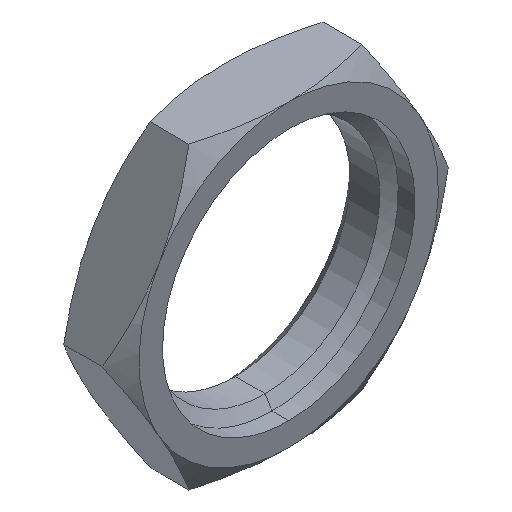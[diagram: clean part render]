
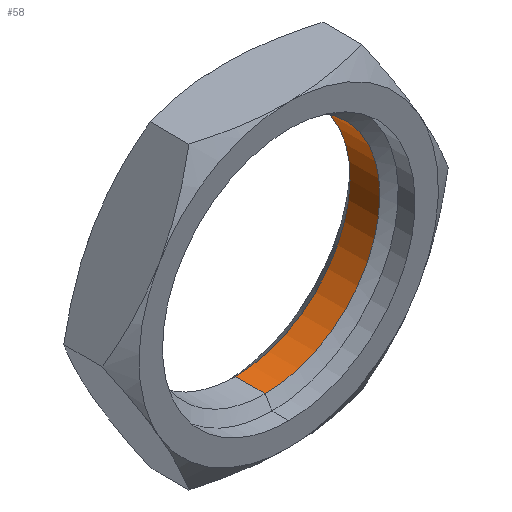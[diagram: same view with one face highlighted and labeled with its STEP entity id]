
A CAD part, isometric view. The second image highlights one B-rep face of the part: STEP entity #58.
In plain terms, the highlighted free-form (B-spline) face has degree [1, 3] with [2, 7] control points.
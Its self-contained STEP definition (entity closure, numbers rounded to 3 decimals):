
#23 = CARTESIAN_POINT ( 'NONE',  ( 0., 5.7, -12.25 ) ) ;
#58 = ADVANCED_FACE ( 'NONE', ( #338 ), #1490, .T. ) ;
#121 = CARTESIAN_POINT ( 'NONE',  ( 7.176, 2.522, 12.25 ) ) ;
#133 = EDGE_CURVE ( 'NONE', #696, #1537, #740, .T. ) ;
#137 = CARTESIAN_POINT ( 'NONE',  ( 0., 2.522, -12.25 ) ) ;
#154 = CARTESIAN_POINT ( 'NONE',  ( 0., 5.7, -12.25 ) ) ;
#212 = CARTESIAN_POINT ( 'NONE',  ( 12.25, 5.7, -7.176 ) ) ;
#223 = EDGE_LOOP ( 'NONE', ( #1256, #961, #983, #1192 ) ) ;
#238 = EDGE_CURVE ( 'NONE', #1369, #758, #926, .T. ) ;
#254 = CARTESIAN_POINT ( 'NONE',  ( 12.25, 2.522, 7.176 ) ) ;
#275 = CARTESIAN_POINT ( 'NONE',  ( 7.176, 5.7, 12.25 ) ) ;
#338 = FACE_OUTER_BOUND ( 'NONE', #223, .T. ) ;
#390 = CARTESIAN_POINT ( 'NONE',  ( 12.25, 5.7, -7.176 ) ) ;
#461 = CARTESIAN_POINT ( 'NONE',  ( 0., 5.7, 12.25 ) ) ;
#487 = CARTESIAN_POINT ( 'NONE',  ( 0., 2.522, 12.25 ) ) ;
#512 = CARTESIAN_POINT ( 'NONE',  ( 12.25, 5.7, 0. ) ) ;
#566 = B_SPLINE_CURVE_WITH_KNOTS ( 'NONE', 1,
 ( #825, #1097 ),
 .UNSPECIFIED., .F., .F.,
 ( 2, 2 ),
 ( -1., 0. ),
 .UNSPECIFIED. ) ;
#568 = CARTESIAN_POINT ( 'NONE',  ( 0., 2.522, -12.25 ) ) ;
#569 = CARTESIAN_POINT ( 'NONE',  ( 0., 2.522, -12.25 ) ) ;
#663 = CARTESIAN_POINT ( 'NONE',  ( 0., 5.7, 12.25 ) ) ;
#696 = VERTEX_POINT ( 'NONE', #569 ) ;
#703 = CARTESIAN_POINT ( 'NONE',  ( 0., 5.7, -12.25 ) ) ;
#740 =( BOUNDED_CURVE ( )  B_SPLINE_CURVE ( 3, ( #137, #1092, #985, #841, #254, #121, #1087 ),
 .UNSPECIFIED., .F., .F. ) 
 B_SPLINE_CURVE_WITH_KNOTS ( ( 4, 3, 4 ),
 ( -3.142, -1.571, 0. ),
 .UNSPECIFIED. ) 
 CURVE ( )  GEOMETRIC_REPRESENTATION_ITEM ( )  RATIONAL_B_SPLINE_CURVE ( ( 1., 0.805, 0.805, 1., 0.805, 0.805, 1. ) ) 
 REPRESENTATION_ITEM ( '' )  );
#758 = VERTEX_POINT ( 'NONE', #1411 ) ;
#814 = CARTESIAN_POINT ( 'NONE',  ( 12.25, 5.7, 0. ) ) ;
#819 = CARTESIAN_POINT ( 'NONE',  ( 7.176, 5.7, -12.25 ) ) ;
#825 = CARTESIAN_POINT ( 'NONE',  ( 0., 2.522, -12.25 ) ) ;
#841 = CARTESIAN_POINT ( 'NONE',  ( 12.25, 2.522, 0. ) ) ;
#842 = CARTESIAN_POINT ( 'NONE',  ( 0., 2.522, 12.25 ) ) ;
#871 = CARTESIAN_POINT ( 'NONE',  ( 7.176, 5.7, -12.25 ) ) ;
#926 =( BOUNDED_CURVE ( )  B_SPLINE_CURVE ( 3, ( #23, #871, #390, #512, #1352, #275, #663 ),
 .UNSPECIFIED., .F., .F. ) 
 B_SPLINE_CURVE_WITH_KNOTS ( ( 4, 3, 4 ),
 ( -3.142, -1.571, 0. ),
 .UNSPECIFIED. ) 
 CURVE ( )  GEOMETRIC_REPRESENTATION_ITEM ( )  RATIONAL_B_SPLINE_CURVE ( ( 1., 0.805, 0.805, 1., 0.805, 0.805, 1. ) ) 
 REPRESENTATION_ITEM ( '' )  );
#944 = CARTESIAN_POINT ( 'NONE',  ( 12.25, 2.522, 7.176 ) ) ;
#953 = CARTESIAN_POINT ( 'NONE',  ( 7.176, 2.522, 12.25 ) ) ;
#961 = ORIENTED_EDGE ( 'NONE', *, *, #238, .F. ) ;
#983 = ORIENTED_EDGE ( 'NONE', *, *, #1511, .F. ) ;
#985 = CARTESIAN_POINT ( 'NONE',  ( 12.25, 2.522, -7.176 ) ) ;
#1039 = B_SPLINE_CURVE_WITH_KNOTS ( 'NONE', 1,
 ( #461, #842 ),
 .UNSPECIFIED., .F., .F.,
 ( 2, 2 ),
 ( -1., 0. ),
 .UNSPECIFIED. ) ;
#1087 = CARTESIAN_POINT ( 'NONE',  ( 0., 2.522, 12.25 ) ) ;
#1092 = CARTESIAN_POINT ( 'NONE',  ( 7.176, 2.522, -12.25 ) ) ;
#1097 = CARTESIAN_POINT ( 'NONE',  ( 0., 5.7, -12.25 ) ) ;
#1171 = CARTESIAN_POINT ( 'NONE',  ( 12.25, 2.522, 0. ) ) ;
#1180 = CARTESIAN_POINT ( 'NONE',  ( 7.176, 5.7, 12.25 ) ) ;
#1192 = ORIENTED_EDGE ( 'NONE', *, *, #133, .T. ) ;
#1256 = ORIENTED_EDGE ( 'NONE', *, *, #1485, .F. ) ;
#1284 = CARTESIAN_POINT ( 'NONE',  ( 12.25, 2.522, -7.176 ) ) ;
#1294 = CARTESIAN_POINT ( 'NONE',  ( 12.25, 5.7, 7.176 ) ) ;
#1352 = CARTESIAN_POINT ( 'NONE',  ( 12.25, 5.7, 7.176 ) ) ;
#1369 = VERTEX_POINT ( 'NONE', #154 ) ;
#1410 = CARTESIAN_POINT ( 'NONE',  ( 0., 5.7, 12.25 ) ) ;
#1411 = CARTESIAN_POINT ( 'NONE',  ( 0., 5.7, 12.25 ) ) ;
#1414 = CARTESIAN_POINT ( 'NONE',  ( 0., 2.522, 12.25 ) ) ;
#1416 = CARTESIAN_POINT ( 'NONE',  ( 7.176, 2.522, -12.25 ) ) ;
#1485 = EDGE_CURVE ( 'NONE', #758, #1537, #1039, .T. ) ;
#1490 =( BOUNDED_SURFACE ( )  B_SPLINE_SURFACE ( 1, 3, ( 
 ( #1414, #953, #944, #1171, #1284, #1416, #568 ),
 ( #1410, #1180, #1294, #814, #212, #819, #703 ) ),
 .UNSPECIFIED., .F., .F., .T. ) 
 B_SPLINE_SURFACE_WITH_KNOTS ( ( 2, 2 ),
 ( 4, 3, 4 ),
 ( 0., 1. ),
 ( 0., 0.5, 1. ),
 .UNSPECIFIED. ) 
 GEOMETRIC_REPRESENTATION_ITEM ( )  RATIONAL_B_SPLINE_SURFACE ( (
 ( 1., 0.805, 0.805, 1., 0.805, 0.805, 1.),
 ( 1., 0.805, 0.805, 1., 0.805, 0.805, 1.) ) ) 
 REPRESENTATION_ITEM ( '' )  SURFACE ( )  );
#1511 = EDGE_CURVE ( 'NONE', #696, #1369, #566, .T. ) ;
#1537 = VERTEX_POINT ( 'NONE', #487 ) ;
